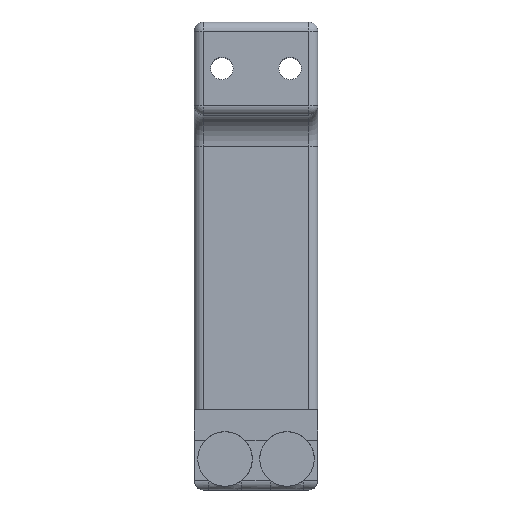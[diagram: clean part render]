
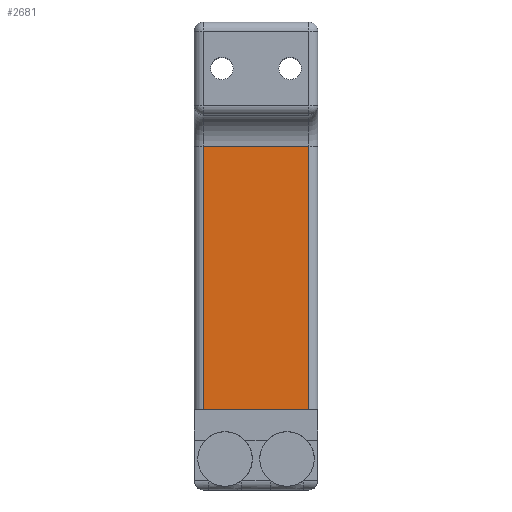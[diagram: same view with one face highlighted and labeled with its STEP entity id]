
A CAD part, top view. The second image highlights one B-rep face of the part: STEP entity #2681.
In plain terms, the highlighted planar face has unit normal (0, 0, 1).
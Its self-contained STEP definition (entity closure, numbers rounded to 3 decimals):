
#289 = CYLINDRICAL_SURFACE('',#290,1.5);
#290 = AXIS2_PLACEMENT_3D('',#291,#292,#293);
#291 = CARTESIAN_POINT('',(-8.5,21.5,6.5));
#292 = DIRECTION('',(0.,-1.,0.));
#293 = DIRECTION('',(-1.,0.,0.));
#317 = PLANE('',#318);
#318 = AXIS2_PLACEMENT_3D('',#319,#320,#321);
#319 = CARTESIAN_POINT('',(10.,-21.,8.));
#320 = DIRECTION('',(0.,-1.,0.));
#321 = DIRECTION('',(-1.,0.,0.));
#936 = EDGE_CURVE('',#937,#939,#941,.T.);
#937 = VERTEX_POINT('',#938);
#938 = CARTESIAN_POINT('',(8.5,-21.,8.));
#939 = VERTEX_POINT('',#940);
#940 = CARTESIAN_POINT('',(-8.5,-21.,8.));
#941 = SURFACE_CURVE('',#942,(#946,#953),.PCURVE_S1.);
#942 = LINE('',#943,#944);
#943 = CARTESIAN_POINT('',(10.,-21.,8.));
#944 = VECTOR('',#945,1.);
#945 = DIRECTION('',(-1.,0.,0.));
#946 = PCURVE('',#317,#947);
#947 = DEFINITIONAL_REPRESENTATION('',(#948),#952);
#948 = LINE('',#949,#950);
#949 = CARTESIAN_POINT('',(0.,-0.));
#950 = VECTOR('',#951,1.);
#951 = DIRECTION('',(1.,0.));
#952 = ( GEOMETRIC_REPRESENTATION_CONTEXT(2) 
PARAMETRIC_REPRESENTATION_CONTEXT() REPRESENTATION_CONTEXT('2D SPACE',''
  ) );
#953 = PCURVE('',#954,#959);
#954 = PLANE('',#955);
#955 = AXIS2_PLACEMENT_3D('',#956,#957,#958);
#956 = CARTESIAN_POINT('',(10.,34.,8.));
#957 = DIRECTION('',(0.,0.,-1.));
#958 = DIRECTION('',(-1.,0.,0.));
#959 = DEFINITIONAL_REPRESENTATION('',(#960),#964);
#960 = LINE('',#961,#962);
#961 = CARTESIAN_POINT('',(0.,-55.));
#962 = VECTOR('',#963,1.);
#963 = DIRECTION('',(1.,0.));
#964 = ( GEOMETRIC_REPRESENTATION_CONTEXT(2) 
PARAMETRIC_REPRESENTATION_CONTEXT() REPRESENTATION_CONTEXT('2D SPACE',''
  ) );
#987 = CYLINDRICAL_SURFACE('',#988,1.5);
#988 = AXIS2_PLACEMENT_3D('',#989,#990,#991);
#989 = CARTESIAN_POINT('',(8.5,-21.,6.5));
#990 = DIRECTION('',(0.,1.,0.));
#991 = DIRECTION('',(0.,-0.,1.));
#1215 = VERTEX_POINT('',#1216);
#1216 = CARTESIAN_POINT('',(-8.5,21.5,8.));
#1236 = EDGE_CURVE('',#1215,#939,#1237,.T.);
#1237 = SURFACE_CURVE('',#1238,(#1242,#1249),.PCURVE_S1.);
#1238 = LINE('',#1239,#1240);
#1239 = CARTESIAN_POINT('',(-8.5,21.5,8.));
#1240 = VECTOR('',#1241,1.);
#1241 = DIRECTION('',(0.,-1.,0.));
#1242 = PCURVE('',#289,#1243);
#1243 = DEFINITIONAL_REPRESENTATION('',(#1244),#1248);
#1244 = LINE('',#1245,#1246);
#1245 = CARTESIAN_POINT('',(-1.571,0.));
#1246 = VECTOR('',#1247,1.);
#1247 = DIRECTION('',(-0.,1.));
#1248 = ( GEOMETRIC_REPRESENTATION_CONTEXT(2) 
PARAMETRIC_REPRESENTATION_CONTEXT() REPRESENTATION_CONTEXT('2D SPACE',''
  ) );
#1249 = PCURVE('',#954,#1250);
#1250 = DEFINITIONAL_REPRESENTATION('',(#1251),#1255);
#1251 = LINE('',#1252,#1253);
#1252 = CARTESIAN_POINT('',(18.5,-12.5));
#1253 = VECTOR('',#1254,1.);
#1254 = DIRECTION('',(0.,-1.));
#1255 = ( GEOMETRIC_REPRESENTATION_CONTEXT(2) 
PARAMETRIC_REPRESENTATION_CONTEXT() REPRESENTATION_CONTEXT('2D SPACE',''
  ) );
#1356 = CYLINDRICAL_SURFACE('',#1357,5.);
#1357 = AXIS2_PLACEMENT_3D('',#1358,#1359,#1360);
#1358 = CARTESIAN_POINT('',(-10.,21.5,13.));
#1359 = DIRECTION('',(1.,0.,0.));
#1360 = DIRECTION('',(0.,0.,-1.));
#2681 = ADVANCED_FACE('',(#2682),#954,.F.);
#2682 = FACE_BOUND('',#2683,.F.);
#2683 = EDGE_LOOP('',(#2684,#2707,#2728,#2729));
#2684 = ORIENTED_EDGE('',*,*,#2685,.T.);
#2685 = EDGE_CURVE('',#1215,#2686,#2688,.T.);
#2686 = VERTEX_POINT('',#2687);
#2687 = CARTESIAN_POINT('',(8.5,21.5,8.));
#2688 = SURFACE_CURVE('',#2689,(#2693,#2700),.PCURVE_S1.);
#2689 = LINE('',#2690,#2691);
#2690 = CARTESIAN_POINT('',(-10.,21.5,8.));
#2691 = VECTOR('',#2692,1.);
#2692 = DIRECTION('',(1.,0.,0.));
#2693 = PCURVE('',#954,#2694);
#2694 = DEFINITIONAL_REPRESENTATION('',(#2695),#2699);
#2695 = LINE('',#2696,#2697);
#2696 = CARTESIAN_POINT('',(20.,-12.5));
#2697 = VECTOR('',#2698,1.);
#2698 = DIRECTION('',(-1.,0.));
#2699 = ( GEOMETRIC_REPRESENTATION_CONTEXT(2) 
PARAMETRIC_REPRESENTATION_CONTEXT() REPRESENTATION_CONTEXT('2D SPACE',''
  ) );
#2700 = PCURVE('',#1356,#2701);
#2701 = DEFINITIONAL_REPRESENTATION('',(#2702),#2706);
#2702 = LINE('',#2703,#2704);
#2703 = CARTESIAN_POINT('',(0.,0.));
#2704 = VECTOR('',#2705,1.);
#2705 = DIRECTION('',(0.,1.));
#2706 = ( GEOMETRIC_REPRESENTATION_CONTEXT(2) 
PARAMETRIC_REPRESENTATION_CONTEXT() REPRESENTATION_CONTEXT('2D SPACE',''
  ) );
#2707 = ORIENTED_EDGE('',*,*,#2708,.F.);
#2708 = EDGE_CURVE('',#937,#2686,#2709,.T.);
#2709 = SURFACE_CURVE('',#2710,(#2714,#2721),.PCURVE_S1.);
#2710 = LINE('',#2711,#2712);
#2711 = CARTESIAN_POINT('',(8.5,-21.,8.));
#2712 = VECTOR('',#2713,1.);
#2713 = DIRECTION('',(0.,1.,0.));
#2714 = PCURVE('',#954,#2715);
#2715 = DEFINITIONAL_REPRESENTATION('',(#2716),#2720);
#2716 = LINE('',#2717,#2718);
#2717 = CARTESIAN_POINT('',(1.5,-55.));
#2718 = VECTOR('',#2719,1.);
#2719 = DIRECTION('',(0.,1.));
#2720 = ( GEOMETRIC_REPRESENTATION_CONTEXT(2) 
PARAMETRIC_REPRESENTATION_CONTEXT() REPRESENTATION_CONTEXT('2D SPACE',''
  ) );
#2721 = PCURVE('',#987,#2722);
#2722 = DEFINITIONAL_REPRESENTATION('',(#2723),#2727);
#2723 = LINE('',#2724,#2725);
#2724 = CARTESIAN_POINT('',(0.,0.));
#2725 = VECTOR('',#2726,1.);
#2726 = DIRECTION('',(0.,1.));
#2727 = ( GEOMETRIC_REPRESENTATION_CONTEXT(2) 
PARAMETRIC_REPRESENTATION_CONTEXT() REPRESENTATION_CONTEXT('2D SPACE',''
  ) );
#2728 = ORIENTED_EDGE('',*,*,#936,.T.);
#2729 = ORIENTED_EDGE('',*,*,#1236,.F.);
